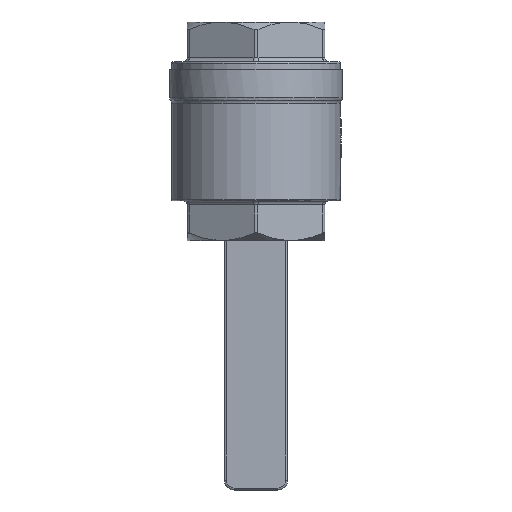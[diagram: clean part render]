
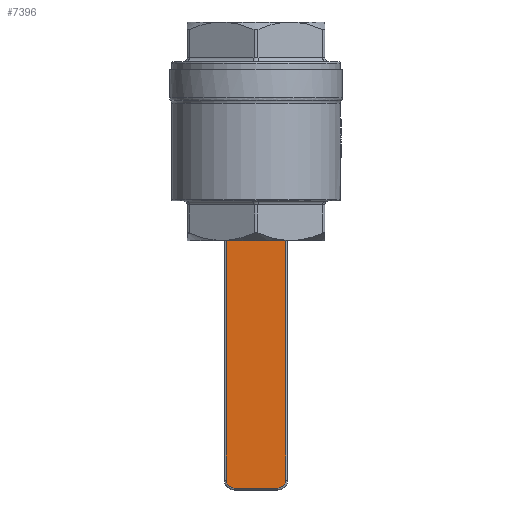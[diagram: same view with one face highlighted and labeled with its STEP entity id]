
A CAD part, front view. The second image highlights one B-rep face of the part: STEP entity #7396.
In plain terms, the highlighted planar face has unit normal (0, -1, 0).
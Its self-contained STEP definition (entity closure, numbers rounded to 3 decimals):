
#281=PLANE('',#8149);
#871=FACE_OUTER_BOUND('',#1314,.T.);
#1314=EDGE_LOOP('',(#6116,#6117,#6118,#6119,#6120,#6121));
#1652=CIRCLE('',#8140,4.);
#1656=CIRCLE('',#8146,4.);
#2156=LINE('',#13820,#2715);
#2159=LINE('',#13835,#2718);
#2161=LINE('',#13848,#2720);
#2163=LINE('',#13851,#2722);
#2715=VECTOR('',#9691,10.);
#2718=VECTOR('',#9708,10.);
#2720=VECTOR('',#9722,10.);
#2722=VECTOR('',#9726,10.);
#3369=VERTEX_POINT('',#13817);
#3370=VERTEX_POINT('',#13819);
#3372=VERTEX_POINT('',#13825);
#3374=VERTEX_POINT('',#13831);
#3376=VERTEX_POINT('',#13837);
#3380=VERTEX_POINT('',#13847);
#4294=EDGE_CURVE('',#3369,#3370,#2156,.T.);
#4299=EDGE_CURVE('',#3370,#3372,#1652,.T.);
#4302=EDGE_CURVE('',#3372,#3374,#2159,.T.);
#4305=EDGE_CURVE('',#3374,#3376,#1656,.T.);
#4308=EDGE_CURVE('',#3376,#3380,#2161,.T.);
#4310=EDGE_CURVE('',#3380,#3369,#2163,.T.);
#6116=ORIENTED_EDGE('',*,*,#4308,.F.);
#6117=ORIENTED_EDGE('',*,*,#4305,.F.);
#6118=ORIENTED_EDGE('',*,*,#4302,.F.);
#6119=ORIENTED_EDGE('',*,*,#4299,.F.);
#6120=ORIENTED_EDGE('',*,*,#4294,.F.);
#6121=ORIENTED_EDGE('',*,*,#4310,.F.);
#7396=ADVANCED_FACE('',(#871),#281,.T.);
#8140=AXIS2_PLACEMENT_3D('',#13829,#9701,#9702);
#8146=AXIS2_PLACEMENT_3D('',#13841,#9715,#9716);
#8149=AXIS2_PLACEMENT_3D('',#13850,#9724,#9725);
#9691=DIRECTION('',(0.,0.,-1.));
#9701=DIRECTION('center_axis',(0.,1.,0.));
#9702=DIRECTION('ref_axis',(0.707,0.,-0.707));
#9708=DIRECTION('',(-1.,0.,0.));
#9715=DIRECTION('center_axis',(0.,1.,0.));
#9716=DIRECTION('ref_axis',(-0.707,0.,-0.707));
#9722=DIRECTION('',(0.,0.,1.));
#9724=DIRECTION('center_axis',(0.,-1.,0.));
#9725=DIRECTION('ref_axis',(-1.,0.,0.));
#9726=DIRECTION('',(1.,0.,0.));
#13817=CARTESIAN_POINT('',(15.,41.773,-59.223));
#13819=CARTESIAN_POINT('',(15.,41.773,-179.75));
#13820=CARTESIAN_POINT('',(15.,41.773,-59.));
#13825=CARTESIAN_POINT('',(11.,41.773,-183.75));
#13829=CARTESIAN_POINT('Origin',(11.,41.773,-179.75));
#13831=CARTESIAN_POINT('',(-11.,41.773,-183.75));
#13835=CARTESIAN_POINT('',(8.,41.773,-183.75));
#13837=CARTESIAN_POINT('',(-15.,41.773,-179.75));
#13841=CARTESIAN_POINT('Origin',(-11.,41.773,-179.75));
#13847=CARTESIAN_POINT('',(-15.,41.773,-59.223));
#13848=CARTESIAN_POINT('',(-15.,41.773,-59.));
#13850=CARTESIAN_POINT('Origin',(16.,41.773,-59.));
#13851=CARTESIAN_POINT('',(0.,41.773,-59.223));
